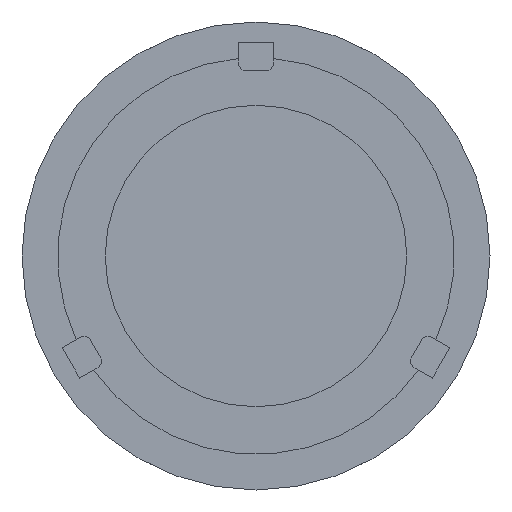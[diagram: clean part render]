
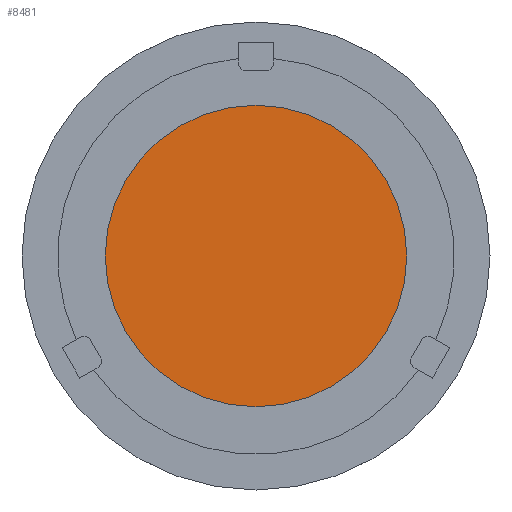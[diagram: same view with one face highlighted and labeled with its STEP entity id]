
A CAD part, front view. The second image highlights one B-rep face of the part: STEP entity #8481.
In plain terms, the highlighted planar face has unit normal (0, -1, 0).
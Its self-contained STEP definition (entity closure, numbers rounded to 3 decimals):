
#380 = EDGE_CURVE ( 'NONE', #1687, #8252, #20771, .T. ) ;
#1665 = CARTESIAN_POINT ( 'NONE',  ( 0., 0., 85.5 ) ) ;
#1687 = VERTEX_POINT ( 'NONE', #12141 ) ;
#1769 = EDGE_CURVE ( 'NONE', #8252, #1687, #6491, .T. ) ;
#2839 = AXIS2_PLACEMENT_3D ( 'NONE', #16114, #20932, #6237 ) ;
#6237 = DIRECTION ( 'NONE',  ( 0., 0., 1. ) ) ;
#6344 = FACE_OUTER_BOUND ( 'NONE', #14290, .T. ) ;
#6491 = CIRCLE ( 'NONE', #13330, 85.5 ) ;
#6985 = CARTESIAN_POINT ( 'NONE',  ( 0., 0., 0. ) ) ;
#8252 = VERTEX_POINT ( 'NONE', #1665 ) ;
#8481 = ADVANCED_FACE ( 'NONE', ( #6344 ), #9452, .F. ) ;
#8792 = AXIS2_PLACEMENT_3D ( 'NONE', #6985, #18458, #13111 ) ;
#9032 = ORIENTED_EDGE ( 'NONE', *, *, #1769, .T. ) ;
#9335 = DIRECTION ( 'NONE',  ( 0., 0., 1. ) ) ;
#9452 = PLANE ( 'NONE',  #2839 ) ;
#10960 = CARTESIAN_POINT ( 'NONE',  ( 0., 0., 0. ) ) ;
#12141 = CARTESIAN_POINT ( 'NONE',  ( 0., 0., -85.5 ) ) ;
#13111 = DIRECTION ( 'NONE',  ( 0., 0., 1. ) ) ;
#13330 = AXIS2_PLACEMENT_3D ( 'NONE', #10960, #15879, #9335 ) ;
#14290 = EDGE_LOOP ( 'NONE', ( #9032, #21194 ) ) ;
#15879 = DIRECTION ( 'NONE',  ( 0., -1., 0. ) ) ;
#16114 = CARTESIAN_POINT ( 'NONE',  ( 0., 0., 0. ) ) ;
#18458 = DIRECTION ( 'NONE',  ( 0., -1., 0. ) ) ;
#20771 = CIRCLE ( 'NONE', #8792, 85.5 ) ;
#20932 = DIRECTION ( 'NONE',  ( 0., 1., 0. ) ) ;
#21194 = ORIENTED_EDGE ( 'NONE', *, *, #380, .T. ) ;
